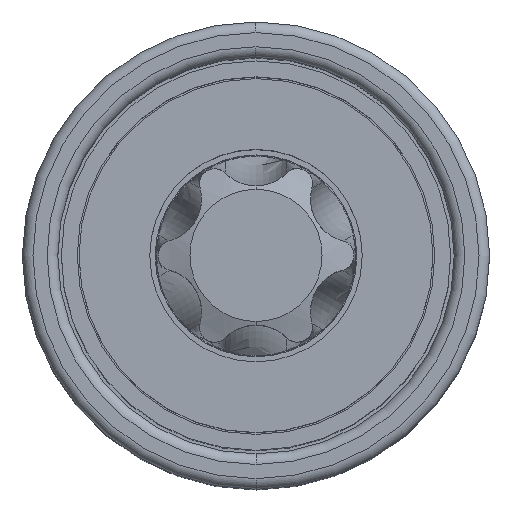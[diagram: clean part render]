
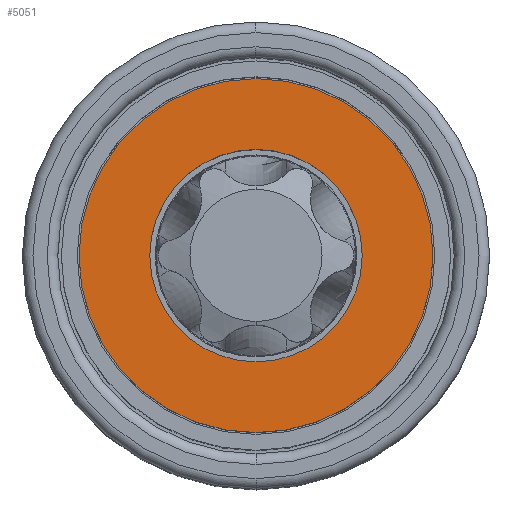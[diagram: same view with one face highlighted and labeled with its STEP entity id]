
A CAD part, top view. The second image highlights one B-rep face of the part: STEP entity #5051.
In plain terms, the highlighted face is planar.
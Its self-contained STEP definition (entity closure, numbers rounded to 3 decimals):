
#4962=CARTESIAN_POINT('',(0.,0.,0.));
#4963=DIRECTION('',(0.,0.,1.));
#4964=DIRECTION('',(1.,0.,0.));
#4965=AXIS2_PLACEMENT_3D('',#4962,#4963,#4964);
#4967=CARTESIAN_POINT('',(0.,0.,0.));
#4968=DIRECTION('',(0.,0.,1.));
#4969=DIRECTION('',(-1.,0.,0.));
#4970=AXIS2_PLACEMENT_3D('',#4967,#4968,#4969);
#4972=CARTESIAN_POINT('',(0.,0.,0.));
#4973=DIRECTION('',(0.,0.,-1.));
#4974=DIRECTION('',(1.,0.,0.));
#4975=AXIS2_PLACEMENT_3D('',#4972,#4973,#4974);
#4977=CARTESIAN_POINT('',(0.,0.,0.));
#4978=DIRECTION('',(0.,0.,-1.));
#4979=DIRECTION('',(-1.,0.,0.));
#4980=AXIS2_PLACEMENT_3D('',#4977,#4978,#4979);
#5018=CARTESIAN_POINT('',(5.,0.,0.));
#5019=CARTESIAN_POINT('',(-5.,0.,0.));
#5020=VERTEX_POINT('',#5018);
#5021=VERTEX_POINT('',#5019);
#5022=CARTESIAN_POINT('',(3.,0.,0.));
#5023=CARTESIAN_POINT('',(-3.,0.,0.));
#5024=VERTEX_POINT('',#5022);
#5025=VERTEX_POINT('',#5023);
#5034=CARTESIAN_POINT('',(0.,0.,0.));
#5035=DIRECTION('',(0.,0.,1.));
#5036=DIRECTION('',(1.,0.,0.));
#5037=AXIS2_PLACEMENT_3D('',#5034,#5035,#5036);
#5038=PLANE('',#5037);
#5040=ORIENTED_EDGE('',*,*,#5039,.T.);
#5042=ORIENTED_EDGE('',*,*,#5041,.T.);
#5043=EDGE_LOOP('',(#5040,#5042));
#5044=FACE_OUTER_BOUND('',#5043,.F.);
#5046=ORIENTED_EDGE('',*,*,#5045,.T.);
#5048=ORIENTED_EDGE('',*,*,#5047,.T.);
#5049=EDGE_LOOP('',(#5046,#5048));
#5050=FACE_BOUND('',#5049,.F.);
#5051=ADVANCED_FACE('',(#5044,#5050),#5038,.F.);
#4966=CIRCLE('',#4965,5.);
#4971=CIRCLE('',#4970,5.);
#4976=CIRCLE('',#4975,3.);
#4981=CIRCLE('',#4980,3.);
#5039=EDGE_CURVE('',#5020,#5021,#4966,.T.);
#5041=EDGE_CURVE('',#5021,#5020,#4971,.T.);
#5045=EDGE_CURVE('',#5024,#5025,#4976,.T.);
#5047=EDGE_CURVE('',#5025,#5024,#4981,.T.);
